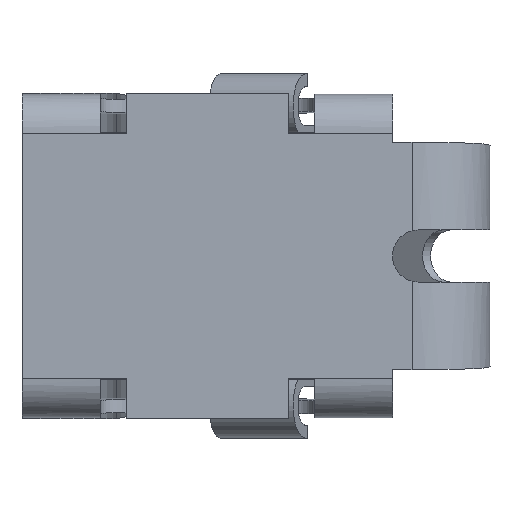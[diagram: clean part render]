
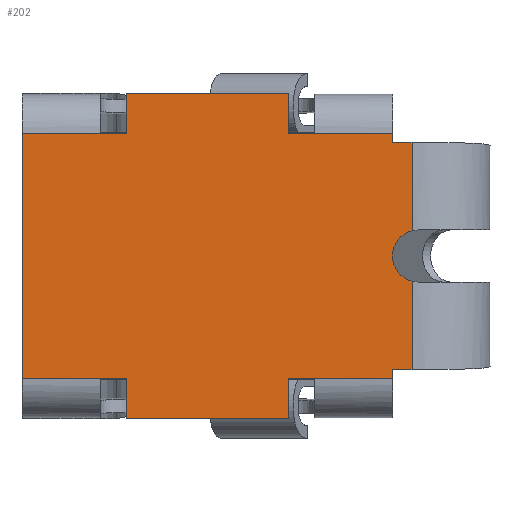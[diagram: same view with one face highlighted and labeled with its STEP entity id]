
A CAD part, front view. The second image highlights one B-rep face of the part: STEP entity #202.
In plain terms, the highlighted planar face has unit normal (0, -1, 0).
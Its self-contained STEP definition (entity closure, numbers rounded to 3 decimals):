
#202 = ADVANCED_FACE( '', ( #497 ), #498, .T. );
#497 = FACE_OUTER_BOUND( '', #882, .T. );
#498 = PLANE( '', #883 );
#882 = EDGE_LOOP( '', ( #1429, #1430, #1431, #1432, #1433, #1434, #1435, #1436, #1437, #1438, #1439, #1440, #1441, #1442, #1443, #1444, #1445, #1446 ) );
#883 = AXIS2_PLACEMENT_3D( '', #1447, #1448, #1449 );
#1429 = ORIENTED_EDGE( '', *, *, #2608, .T. );
#1430 = ORIENTED_EDGE( '', *, *, #2609, .T. );
#1431 = ORIENTED_EDGE( '', *, *, #2610, .T. );
#1432 = ORIENTED_EDGE( '', *, *, #2611, .F. );
#1433 = ORIENTED_EDGE( '', *, *, #2612, .F. );
#1434 = ORIENTED_EDGE( '', *, *, #2613, .F. );
#1435 = ORIENTED_EDGE( '', *, *, #2614, .F. );
#1436 = ORIENTED_EDGE( '', *, *, #2615, .F. );
#1437 = ORIENTED_EDGE( '', *, *, #2616, .T. );
#1438 = ORIENTED_EDGE( '', *, *, #2617, .T. );
#1439 = ORIENTED_EDGE( '', *, *, #2618, .T. );
#1440 = ORIENTED_EDGE( '', *, *, #2619, .F. );
#1441 = ORIENTED_EDGE( '', *, *, #2620, .F. );
#1442 = ORIENTED_EDGE( '', *, *, #2621, .F. );
#1443 = ORIENTED_EDGE( '', *, *, #2622, .F. );
#1444 = ORIENTED_EDGE( '', *, *, #2623, .T. );
#1445 = ORIENTED_EDGE( '', *, *, #2527, .T. );
#1446 = ORIENTED_EDGE( '', *, *, #2624, .T. );
#1447 = CARTESIAN_POINT( '', ( 4.65, 46.36, -0.1 ) );
#1448 = DIRECTION( '', ( 0., -1., 0. ) );
#1449 = DIRECTION( '', ( 0., 0., -1. ) );
#2527 = EDGE_CURVE( '', #3092, #3089, #3093, .T. );
#2608 = EDGE_CURVE( '', #3231, #3232, #3233, .T. );
#2609 = EDGE_CURVE( '', #3232, #3234, #3235, .T. );
#2610 = EDGE_CURVE( '', #3234, #3236, #3237, .T. );
#2611 = EDGE_CURVE( '', #3238, #3236, #3239, .T. );
#2612 = EDGE_CURVE( '', #3240, #3238, #3241, .T. );
#2613 = EDGE_CURVE( '', #3242, #3240, #3243, .T. );
#2614 = EDGE_CURVE( '', #3244, #3242, #3245, .T. );
#2615 = EDGE_CURVE( '', #3246, #3244, #3247, .T. );
#2616 = EDGE_CURVE( '', #3246, #3248, #3249, .T. );
#2617 = EDGE_CURVE( '', #3248, #3250, #3251, .T. );
#2618 = EDGE_CURVE( '', #3250, #3252, #3253, .T. );
#2619 = EDGE_CURVE( '', #3254, #3252, #3255, .T. );
#2620 = EDGE_CURVE( '', #3256, #3254, #3257, .T. );
#2621 = EDGE_CURVE( '', #3258, #3256, #3259, .T. );
#2622 = EDGE_CURVE( '', #3260, #3258, #3261, .T. );
#2623 = EDGE_CURVE( '', #3260, #3092, #3262, .T. );
#2624 = EDGE_CURVE( '', #3089, #3231, #3263, .T. );
#3089 = VERTEX_POINT( '', #3906 );
#3092 = VERTEX_POINT( '', #3910 );
#3093 = LINE( '', #3911, #3912 );
#3231 = VERTEX_POINT( '', #4098 );
#3232 = VERTEX_POINT( '', #4099 );
#3233 = LINE( '', #4100, #4101 );
#3234 = VERTEX_POINT( '', #4102 );
#3235 = LINE( '', #4103, #4104 );
#3236 = VERTEX_POINT( '', #4105 );
#3237 = LINE( '', #4106, #4107 );
#3238 = VERTEX_POINT( '', #4108 );
#3239 = LINE( '', #4109, #4110 );
#3240 = VERTEX_POINT( '', #4111 );
#3241 = LINE( '', #4112, #4113 );
#3242 = VERTEX_POINT( '', #4114 );
#3243 = LINE( '', #4115, #4116 );
#3244 = VERTEX_POINT( '', #4117 );
#3245 = LINE( '', #4118, #4119 );
#3246 = VERTEX_POINT( '', #4120 );
#3247 = LINE( '', #4121, #4122 );
#3248 = VERTEX_POINT( '', #4123 );
#3249 = LINE( '', #4124, #4125 );
#3250 = VERTEX_POINT( '', #4126 );
#3251 = LINE( '', #4127, #4128 );
#3252 = VERTEX_POINT( '', #4129 );
#3253 = LINE( '', #4130, #4131 );
#3254 = VERTEX_POINT( '', #4132 );
#3255 = CIRCLE( '', #4133, 0.2 );
#3256 = VERTEX_POINT( '', #4134 );
#3257 = LINE( '', #4135, #4136 );
#3258 = VERTEX_POINT( '', #4137 );
#3259 = LINE( '', #4138, #4139 );
#3260 = VERTEX_POINT( '', #4140 );
#3261 = LINE( '', #4141, #4142 );
#3262 = LINE( '', #4143, #4144 );
#3263 = LINE( '', #4145, #4146 );
#3906 = CARTESIAN_POINT( '', ( 6.1, 46.36, 0. ) );
#3910 = CARTESIAN_POINT( '', ( 6.1, 46.36, -0.305 ) );
#3911 = CARTESIAN_POINT( '', ( 6.1, 46.36, -0.1 ) );
#3912 = VECTOR( '', #5140, 1000. );
#4098 = CARTESIAN_POINT( '', ( 4.85, 46.36, 0. ) );
#4099 = CARTESIAN_POINT( '', ( 4.85, 46.36, -0.305 ) );
#4100 = CARTESIAN_POINT( '', ( 4.85, 46.36, -0.1 ) );
#4101 = VECTOR( '', #5246, 1000. );
#4102 = CARTESIAN_POINT( '', ( 4.05, 46.36, -0.305 ) );
#4103 = CARTESIAN_POINT( '', ( 0., 46.36, -0.305 ) );
#4104 = VECTOR( '', #5247, 1000. );
#4105 = CARTESIAN_POINT( '', ( 4.05, 46.36, -2.195 ) );
#4106 = CARTESIAN_POINT( '', ( 4.05, 46.36, 0. ) );
#4107 = VECTOR( '', #5248, 1000. );
#4108 = CARTESIAN_POINT( '', ( 4.85, 46.36, -2.195 ) );
#4109 = CARTESIAN_POINT( '', ( 0., 46.36, -2.195 ) );
#4110 = VECTOR( '', #5249, 1000. );
#4111 = CARTESIAN_POINT( '', ( 4.85, 46.36, -2.5 ) );
#4112 = CARTESIAN_POINT( '', ( 4.85, 46.36, -2.4 ) );
#4113 = VECTOR( '', #5250, 1000. );
#4114 = CARTESIAN_POINT( '', ( 6.1, 46.36, -2.5 ) );
#4115 = CARTESIAN_POINT( '', ( 6.9, 46.36, -2.5 ) );
#4116 = VECTOR( '', #5251, 1000. );
#4117 = CARTESIAN_POINT( '', ( 6.1, 46.36, -2.195 ) );
#4118 = CARTESIAN_POINT( '', ( 6.1, 46.36, -2.4 ) );
#4119 = VECTOR( '', #5252, 1000. );
#4120 = CARTESIAN_POINT( '', ( 6.9, 46.36, -2.195 ) );
#4121 = CARTESIAN_POINT( '', ( 0., 46.36, -2.195 ) );
#4122 = VECTOR( '', #5253, 1000. );
#4123 = CARTESIAN_POINT( '', ( 6.9, 46.36, -2.125 ) );
#4124 = CARTESIAN_POINT( '', ( 6.9, 46.36, -2.4 ) );
#4125 = VECTOR( '', #5254, 1000. );
#4126 = CARTESIAN_POINT( '', ( 7.05, 46.36, -2.125 ) );
#4127 = CARTESIAN_POINT( '', ( 0., 46.36, -2.125 ) );
#4128 = VECTOR( '', #5255, 1000. );
#4129 = CARTESIAN_POINT( '', ( 7.05, 46.36, -1.444 ) );
#4130 = CARTESIAN_POINT( '', ( 7.05, 46.36, -2.5 ) );
#4131 = VECTOR( '', #5256, 1000. );
#4132 = CARTESIAN_POINT( '', ( 7.05, 46.36, -1.056 ) );
#4133 = AXIS2_PLACEMENT_3D( '', #5257, #5258, #5259 );
#4134 = CARTESIAN_POINT( '', ( 7.05, 46.36, -0.375 ) );
#4135 = CARTESIAN_POINT( '', ( 7.05, 46.36, 0. ) );
#4136 = VECTOR( '', #5260, 1000. );
#4137 = CARTESIAN_POINT( '', ( 6.9, 46.36, -0.375 ) );
#4138 = CARTESIAN_POINT( '', ( 0., 46.36, -0.375 ) );
#4139 = VECTOR( '', #5261, 1000. );
#4140 = CARTESIAN_POINT( '', ( 6.9, 46.36, -0.305 ) );
#4141 = CARTESIAN_POINT( '', ( 6.9, 46.36, -0.1 ) );
#4142 = VECTOR( '', #5262, 1000. );
#4143 = CARTESIAN_POINT( '', ( 0., 46.36, -0.305 ) );
#4144 = VECTOR( '', #5263, 1000. );
#4145 = CARTESIAN_POINT( '', ( 6.9, 46.36, 0. ) );
#4146 = VECTOR( '', #5264, 1000. );
#5140 = DIRECTION( '', ( 0., 0., 1. ) );
#5246 = DIRECTION( '', ( 0., 0., -1. ) );
#5247 = DIRECTION( '', ( -1., 0., 0. ) );
#5248 = DIRECTION( '', ( 0., 0., -1. ) );
#5249 = DIRECTION( '', ( -1., 0., 0. ) );
#5250 = DIRECTION( '', ( 0., 0., 1. ) );
#5251 = DIRECTION( '', ( -1., 0., 0. ) );
#5252 = DIRECTION( '', ( 0., 0., -1. ) );
#5253 = DIRECTION( '', ( -1., 0., 0. ) );
#5254 = DIRECTION( '', ( 0., 0., 1. ) );
#5255 = DIRECTION( '', ( 1., 0., 0. ) );
#5256 = DIRECTION( '', ( 0., 0., 1. ) );
#5257 = CARTESIAN_POINT( '', ( 7.1, 46.36, -1.25 ) );
#5258 = DIRECTION( '', ( 0., -1., 0. ) );
#5259 = DIRECTION( '', ( -1., 0., 0. ) );
#5260 = DIRECTION( '', ( 0., 0., -1. ) );
#5261 = DIRECTION( '', ( 1., 0., 0. ) );
#5262 = DIRECTION( '', ( 0., 0., -1. ) );
#5263 = DIRECTION( '', ( -1., 0., 0. ) );
#5264 = DIRECTION( '', ( -1., 0., 0. ) );
